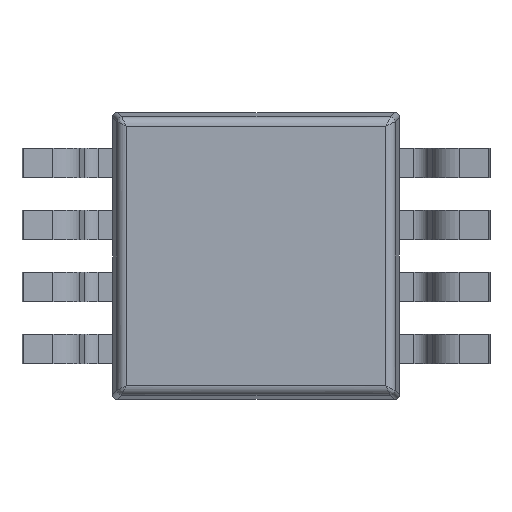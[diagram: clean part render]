
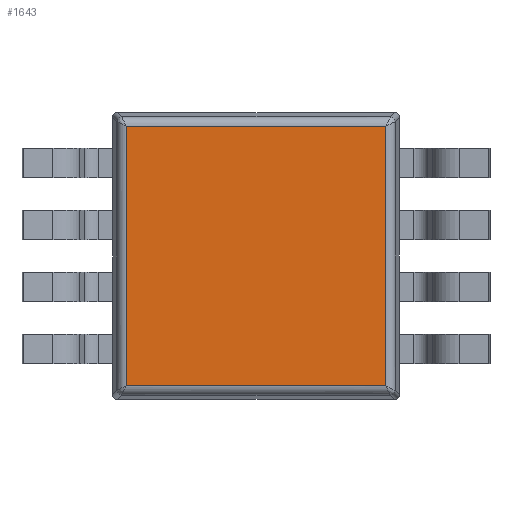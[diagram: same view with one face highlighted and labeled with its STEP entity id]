
A CAD part, front view. The second image highlights one B-rep face of the part: STEP entity #1643.
In plain terms, the highlighted planar face has unit normal (0, -1, 0).
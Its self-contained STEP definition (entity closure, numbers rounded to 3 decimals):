
#160 = CARTESIAN_POINT ( 'NONE',  ( -1.357, 0.15, -1.444 ) ) ;
#497 = CARTESIAN_POINT ( 'NONE',  ( 1.444, 0.15, -1.357 ) ) ;
#1035 = VERTEX_POINT ( 'NONE', #3079 ) ;
#1080 = VECTOR ( 'NONE', #4510, 1000. ) ;
#1101 = ORIENTED_EDGE ( 'NONE', *, *, #1426, .T. ) ;
#1306 = LINE ( 'NONE', #4747, #2815 ) ;
#1426 = EDGE_CURVE ( 'NONE', #3024, #1035, #3915, .T. ) ;
#1451 = CARTESIAN_POINT ( 'NONE',  ( 0., 0.15, 0. ) ) ;
#1643 = ADVANCED_FACE ( 'NONE', ( #3988 ), #4160, .T. ) ;
#1773 = DIRECTION ( 'NONE',  ( 0., 0., -1. ) ) ;
#1831 = CARTESIAN_POINT ( 'NONE',  ( -1.444, 0.15, 1.357 ) ) ;
#1956 = DIRECTION ( 'NONE',  ( 0., 0., 1. ) ) ;
#1964 = VERTEX_POINT ( 'NONE', #3057 ) ;
#1990 = EDGE_CURVE ( 'NONE', #2642, #1964, #4190, .T. ) ;
#2121 = CARTESIAN_POINT ( 'NONE',  ( -1.357, 0.15, -1.357 ) ) ;
#2261 = VECTOR ( 'NONE', #3541, 1000. ) ;
#2290 = DIRECTION ( 'NONE',  ( -1., 0., 0. ) ) ;
#2389 = ORIENTED_EDGE ( 'NONE', *, *, #4475, .T. ) ;
#2457 = EDGE_CURVE ( 'NONE', #1964, #3024, #4352, .T. ) ;
#2508 = AXIS2_PLACEMENT_3D ( 'NONE', #1451, #4711, #1773 ) ;
#2534 = VECTOR ( 'NONE', #2290, 1000. ) ;
#2642 = VERTEX_POINT ( 'NONE', #4670 ) ;
#2815 = VECTOR ( 'NONE', #1956, 1000. ) ;
#3024 = VERTEX_POINT ( 'NONE', #2121 ) ;
#3057 = CARTESIAN_POINT ( 'NONE',  ( -1.357, 0.15, 1.357 ) ) ;
#3079 = CARTESIAN_POINT ( 'NONE',  ( 1.357, 0.15, -1.357 ) ) ;
#3541 = DIRECTION ( 'NONE',  ( 1., 0., 0. ) ) ;
#3578 = EDGE_LOOP ( 'NONE', ( #4225, #3715, #1101, #2389 ) ) ;
#3715 = ORIENTED_EDGE ( 'NONE', *, *, #2457, .T. ) ;
#3915 = LINE ( 'NONE', #497, #2261 ) ;
#3988 = FACE_OUTER_BOUND ( 'NONE', #3578, .T. ) ;
#4160 = PLANE ( 'NONE',  #2508 ) ;
#4190 = LINE ( 'NONE', #1831, #2534 ) ;
#4225 = ORIENTED_EDGE ( 'NONE', *, *, #1990, .T. ) ;
#4352 = LINE ( 'NONE', #160, #1080 ) ;
#4475 = EDGE_CURVE ( 'NONE', #1035, #2642, #1306, .T. ) ;
#4510 = DIRECTION ( 'NONE',  ( 0., 0., -1. ) ) ;
#4670 = CARTESIAN_POINT ( 'NONE',  ( 1.357, 0.15, 1.357 ) ) ;
#4711 = DIRECTION ( 'NONE',  ( 0., -1., 0. ) ) ;
#4747 = CARTESIAN_POINT ( 'NONE',  ( 1.357, 0.15, 1.444 ) ) ;
